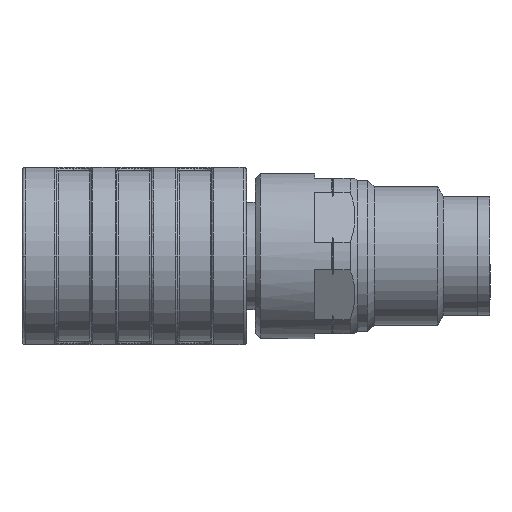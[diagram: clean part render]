
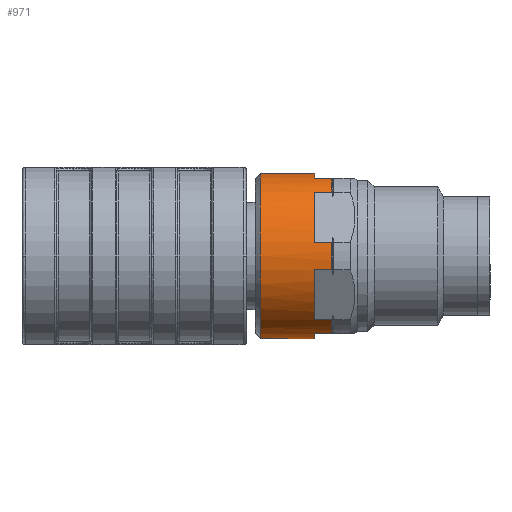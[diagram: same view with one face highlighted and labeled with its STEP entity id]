
A CAD part, front view. The second image highlights one B-rep face of the part: STEP entity #971.
In plain terms, the highlighted cylindrical face has radius 4.8 mm (diameter 9.6 mm), a full revolution.
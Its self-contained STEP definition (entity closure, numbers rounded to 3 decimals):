
#385=CYLINDRICAL_SURFACE('',#6336,4.8);
#971=ADVANCED_FACE('F8',(#1889,#1890),#385,.T.);
#1404=LINE('',#11100,#1690);
#1405=LINE('',#11105,#1691);
#1406=LINE('',#11109,#1692);
#1407=LINE('',#11113,#1693);
#1408=LINE('',#11117,#1694);
#1409=LINE('',#11121,#1695);
#1410=LINE('',#11125,#1696);
#1411=LINE('',#11129,#1697);
#1412=LINE('',#11133,#1698);
#1413=LINE('',#11137,#1699);
#1414=LINE('',#11141,#1700);
#1415=LINE('',#11145,#1701);
#1690=VECTOR('',#7649,1.);
#1691=VECTOR('',#7652,1.);
#1692=VECTOR('',#7655,1.);
#1693=VECTOR('',#7658,1.);
#1694=VECTOR('',#7661,1.);
#1695=VECTOR('',#7664,1.);
#1696=VECTOR('',#7667,1.);
#1697=VECTOR('',#7670,1.);
#1698=VECTOR('',#7673,1.);
#1699=VECTOR('',#7676,1.);
#1700=VECTOR('',#7679,1.);
#1701=VECTOR('',#7682,1.);
#1889=FACE_BOUND('',#2209,.T.);
#1890=FACE_BOUND('',#2210,.T.);
#2209=EDGE_LOOP('',(#3373,#3374,#3375,#3376,#3377,#3378,#3379,#3380,#3381,
#3382,#3383,#3384,#3385,#3386,#3387,#3388,#3389,#3390,#3391,#3392,#3393,
#3394,#3395,#3396));
#2210=EDGE_LOOP('',(#3397));
#3373=ORIENTED_EDGE('',*,*,#5128,.F.);
#3374=ORIENTED_EDGE('',*,*,#5129,.T.);
#3375=ORIENTED_EDGE('',*,*,#5130,.F.);
#3376=ORIENTED_EDGE('',*,*,#5131,.F.);
#3377=ORIENTED_EDGE('',*,*,#5132,.F.);
#3378=ORIENTED_EDGE('',*,*,#5133,.T.);
#3379=ORIENTED_EDGE('',*,*,#5134,.F.);
#3380=ORIENTED_EDGE('',*,*,#5135,.F.);
#3381=ORIENTED_EDGE('',*,*,#5136,.F.);
#3382=ORIENTED_EDGE('',*,*,#5137,.T.);
#3383=ORIENTED_EDGE('',*,*,#5138,.F.);
#3384=ORIENTED_EDGE('',*,*,#5139,.F.);
#3385=ORIENTED_EDGE('',*,*,#5140,.F.);
#3386=ORIENTED_EDGE('',*,*,#5141,.T.);
#3387=ORIENTED_EDGE('',*,*,#5142,.F.);
#3388=ORIENTED_EDGE('',*,*,#5143,.F.);
#3389=ORIENTED_EDGE('',*,*,#5144,.F.);
#3390=ORIENTED_EDGE('',*,*,#5145,.T.);
#3391=ORIENTED_EDGE('',*,*,#5146,.F.);
#3392=ORIENTED_EDGE('',*,*,#5147,.F.);
#3393=ORIENTED_EDGE('',*,*,#5148,.F.);
#3394=ORIENTED_EDGE('',*,*,#5149,.T.);
#3395=ORIENTED_EDGE('',*,*,#5150,.F.);
#3396=ORIENTED_EDGE('',*,*,#5151,.F.);
#3397=ORIENTED_EDGE('',*,*,#5152,.T.);
#4414=VERTEX_POINT('',#11101);
#4415=VERTEX_POINT('',#11102);
#4416=VERTEX_POINT('',#11104);
#4417=VERTEX_POINT('',#11106);
#4418=VERTEX_POINT('',#11108);
#4419=VERTEX_POINT('',#11110);
#4420=VERTEX_POINT('',#11112);
#4421=VERTEX_POINT('',#11114);
#4422=VERTEX_POINT('',#11116);
#4423=VERTEX_POINT('',#11118);
#4424=VERTEX_POINT('',#11120);
#4425=VERTEX_POINT('',#11122);
#4426=VERTEX_POINT('',#11124);
#4427=VERTEX_POINT('',#11126);
#4428=VERTEX_POINT('',#11128);
#4429=VERTEX_POINT('',#11130);
#4430=VERTEX_POINT('',#11132);
#4431=VERTEX_POINT('',#11134);
#4432=VERTEX_POINT('',#11136);
#4433=VERTEX_POINT('',#11138);
#4434=VERTEX_POINT('',#11140);
#4435=VERTEX_POINT('',#11142);
#4436=VERTEX_POINT('',#11144);
#4437=VERTEX_POINT('',#11146);
#4438=VERTEX_POINT('',#11149);
#5128=EDGE_CURVE('',#4414,#4415,#1404,.T.);
#5129=EDGE_CURVE('',#4414,#4416,#5702,.T.);
#5130=EDGE_CURVE('',#4417,#4416,#1405,.T.);
#5131=EDGE_CURVE('',#4418,#4417,#5703,.T.);
#5132=EDGE_CURVE('',#4419,#4418,#1406,.T.);
#5133=EDGE_CURVE('',#4419,#4420,#5704,.T.);
#5134=EDGE_CURVE('',#4421,#4420,#1407,.T.);
#5135=EDGE_CURVE('',#4422,#4421,#5705,.T.);
#5136=EDGE_CURVE('',#4423,#4422,#1408,.T.);
#5137=EDGE_CURVE('',#4423,#4424,#5706,.T.);
#5138=EDGE_CURVE('',#4425,#4424,#1409,.T.);
#5139=EDGE_CURVE('',#4426,#4425,#5707,.T.);
#5140=EDGE_CURVE('',#4427,#4426,#1410,.T.);
#5141=EDGE_CURVE('',#4427,#4428,#5708,.T.);
#5142=EDGE_CURVE('',#4429,#4428,#1411,.T.);
#5143=EDGE_CURVE('',#4430,#4429,#5709,.T.);
#5144=EDGE_CURVE('',#4431,#4430,#1412,.T.);
#5145=EDGE_CURVE('',#4431,#4432,#5710,.T.);
#5146=EDGE_CURVE('',#4433,#4432,#1413,.T.);
#5147=EDGE_CURVE('',#4434,#4433,#5711,.T.);
#5148=EDGE_CURVE('',#4435,#4434,#1414,.T.);
#5149=EDGE_CURVE('',#4435,#4436,#5712,.T.);
#5150=EDGE_CURVE('',#4437,#4436,#1415,.T.);
#5151=EDGE_CURVE('',#4415,#4437,#5713,.T.);
#5152=EDGE_CURVE('E35',#4438,#4438,#5714,.T.);
#5702=CIRCLE('',#6323,4.8);
#5703=CIRCLE('',#6324,4.8);
#5704=CIRCLE('',#6325,4.8);
#5705=CIRCLE('',#6326,4.8);
#5706=CIRCLE('',#6327,4.8);
#5707=CIRCLE('',#6328,4.8);
#5708=CIRCLE('',#6329,4.8);
#5709=CIRCLE('',#6330,4.8);
#5710=CIRCLE('',#6331,4.8);
#5711=CIRCLE('',#6332,4.8);
#5712=CIRCLE('',#6333,4.8);
#5713=CIRCLE('',#6334,4.8);
#5714=CIRCLE('',#6335,4.8);
#6323=AXIS2_PLACEMENT_3D('',#11103,#7650,#7651);
#6324=AXIS2_PLACEMENT_3D('',#11107,#7653,#7654);
#6325=AXIS2_PLACEMENT_3D('',#11111,#7656,#7657);
#6326=AXIS2_PLACEMENT_3D('',#11115,#7659,#7660);
#6327=AXIS2_PLACEMENT_3D('',#11119,#7662,#7663);
#6328=AXIS2_PLACEMENT_3D('',#11123,#7665,#7666);
#6329=AXIS2_PLACEMENT_3D('',#11127,#7668,#7669);
#6330=AXIS2_PLACEMENT_3D('',#11131,#7671,#7672);
#6331=AXIS2_PLACEMENT_3D('',#11135,#7674,#7675);
#6332=AXIS2_PLACEMENT_3D('',#11139,#7677,#7678);
#6333=AXIS2_PLACEMENT_3D('',#11143,#7680,#7681);
#6334=AXIS2_PLACEMENT_3D('',#11147,#7683,#7684);
#6335=AXIS2_PLACEMENT_3D('',#11148,#7685,#7686);
#6336=AXIS2_PLACEMENT_3D('',#11150,#7687,#7688);
#7649=DIRECTION('',(1.,0.,0.));
#7650=DIRECTION('',(-1.,0.,0.));
#7651=DIRECTION('',(0.,1.,0.));
#7652=DIRECTION('',(-1.,0.,0.));
#7653=DIRECTION('',(1.,0.,0.));
#7654=DIRECTION('',(0.,0.,1.));
#7655=DIRECTION('',(1.,0.,0.));
#7656=DIRECTION('',(-1.,0.,0.));
#7657=DIRECTION('',(0.,1.,0.));
#7658=DIRECTION('',(-1.,0.,0.));
#7659=DIRECTION('',(1.,0.,0.));
#7660=DIRECTION('',(0.,0.,1.));
#7661=DIRECTION('',(1.,0.,0.));
#7662=DIRECTION('',(-1.,0.,0.));
#7663=DIRECTION('',(0.,1.,0.));
#7664=DIRECTION('',(-1.,0.,0.));
#7665=DIRECTION('',(1.,0.,0.));
#7666=DIRECTION('',(0.,0.,1.));
#7667=DIRECTION('',(1.,0.,0.));
#7668=DIRECTION('',(-1.,0.,0.));
#7669=DIRECTION('',(0.,1.,0.));
#7670=DIRECTION('',(-1.,0.,0.));
#7671=DIRECTION('',(1.,0.,0.));
#7672=DIRECTION('',(0.,0.,1.));
#7673=DIRECTION('',(1.,0.,0.));
#7674=DIRECTION('',(-1.,0.,0.));
#7675=DIRECTION('',(0.,1.,0.));
#7676=DIRECTION('',(-1.,0.,0.));
#7677=DIRECTION('',(1.,0.,0.));
#7678=DIRECTION('',(0.,0.,1.));
#7679=DIRECTION('',(1.,0.,0.));
#7680=DIRECTION('',(-1.,0.,0.));
#7681=DIRECTION('',(0.,1.,0.));
#7682=DIRECTION('',(-1.,0.,0.));
#7683=DIRECTION('',(1.,0.,0.));
#7684=DIRECTION('',(0.,0.,1.));
#7685=DIRECTION('',(1.,0.,0.));
#7686=DIRECTION('',(0.,0.,1.));
#7687=DIRECTION('',(1.,0.,0.));
#7688=DIRECTION('',(0.,0.,1.));
#11100=CARTESIAN_POINT('',(70.874,18.132,-69.153));
#11101=CARTESIAN_POINT('',(61.424,18.132,-69.153));
#11102=CARTESIAN_POINT('',(62.416,18.132,-69.153));
#11103=CARTESIAN_POINT('',(61.424,13.4,-68.35));
#11104=CARTESIAN_POINT('',(61.424,16.462,-72.047));
#11105=CARTESIAN_POINT('',(70.874,16.462,-72.047));
#11106=CARTESIAN_POINT('',(62.416,16.462,-72.047));
#11107=CARTESIAN_POINT('',(62.416,13.4,-68.35));
#11108=CARTESIAN_POINT('',(62.416,15.07,-72.85));
#11109=CARTESIAN_POINT('',(70.874,15.07,-72.85));
#11110=CARTESIAN_POINT('',(61.424,15.07,-72.85));
#11111=CARTESIAN_POINT('',(61.424,13.4,-68.35));
#11112=CARTESIAN_POINT('',(61.424,11.73,-72.85));
#11113=CARTESIAN_POINT('',(70.874,11.73,-72.85));
#11114=CARTESIAN_POINT('',(62.416,11.73,-72.85));
#11115=CARTESIAN_POINT('',(62.416,13.4,-68.35));
#11116=CARTESIAN_POINT('',(62.416,10.338,-72.047));
#11117=CARTESIAN_POINT('',(70.874,10.338,-72.047));
#11118=CARTESIAN_POINT('',(61.424,10.338,-72.047));
#11119=CARTESIAN_POINT('',(61.424,13.4,-68.35));
#11120=CARTESIAN_POINT('',(61.424,8.668,-69.153));
#11121=CARTESIAN_POINT('',(70.874,8.668,-69.153));
#11122=CARTESIAN_POINT('',(62.416,8.668,-69.153));
#11123=CARTESIAN_POINT('',(62.416,13.4,-68.35));
#11124=CARTESIAN_POINT('',(62.416,8.668,-67.547));
#11125=CARTESIAN_POINT('',(70.874,8.668,-67.547));
#11126=CARTESIAN_POINT('',(61.424,8.668,-67.547));
#11127=CARTESIAN_POINT('',(61.424,13.4,-68.35));
#11128=CARTESIAN_POINT('',(61.424,10.338,-64.653));
#11129=CARTESIAN_POINT('',(70.874,10.338,-64.653));
#11130=CARTESIAN_POINT('',(62.416,10.338,-64.653));
#11131=CARTESIAN_POINT('',(62.416,13.4,-68.35));
#11132=CARTESIAN_POINT('',(62.416,11.73,-63.85));
#11133=CARTESIAN_POINT('',(70.874,11.73,-63.85));
#11134=CARTESIAN_POINT('',(61.424,11.73,-63.85));
#11135=CARTESIAN_POINT('',(61.424,13.4,-68.35));
#11136=CARTESIAN_POINT('',(61.424,15.07,-63.85));
#11137=CARTESIAN_POINT('',(70.874,15.07,-63.85));
#11138=CARTESIAN_POINT('',(62.416,15.07,-63.85));
#11139=CARTESIAN_POINT('',(62.416,13.4,-68.35));
#11140=CARTESIAN_POINT('',(62.416,16.462,-64.653));
#11141=CARTESIAN_POINT('',(70.874,16.462,-64.653));
#11142=CARTESIAN_POINT('',(61.424,16.462,-64.653));
#11143=CARTESIAN_POINT('',(61.424,13.4,-68.35));
#11144=CARTESIAN_POINT('',(61.424,18.132,-67.547));
#11145=CARTESIAN_POINT('',(70.874,18.132,-67.547));
#11146=CARTESIAN_POINT('',(62.416,18.132,-67.547));
#11147=CARTESIAN_POINT('',(62.416,13.4,-68.35));
#11148=CARTESIAN_POINT('',(58.274,13.4,-68.35));
#11149=CARTESIAN_POINT('',(58.274,13.4,-63.55));
#11150=CARTESIAN_POINT('',(70.874,13.4,-68.35));
